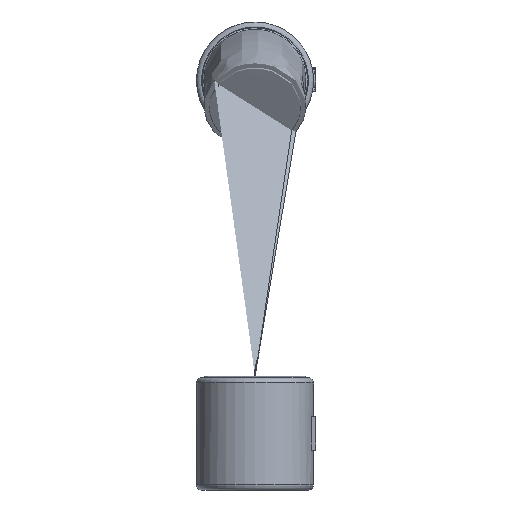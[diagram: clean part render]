
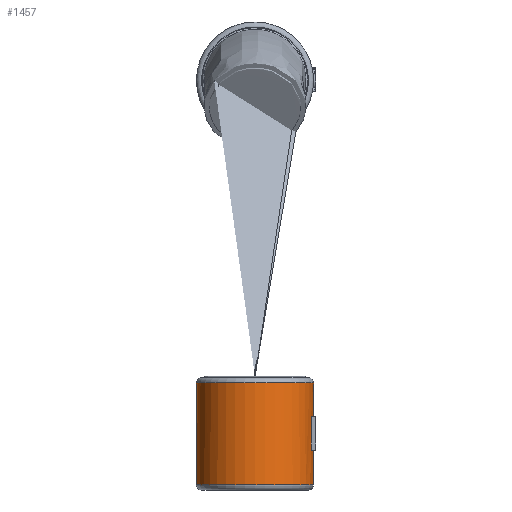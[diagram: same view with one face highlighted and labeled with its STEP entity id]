
A CAD part, front view. The second image highlights one B-rep face of the part: STEP entity #1457.
In plain terms, the highlighted cylindrical face has radius 11.5 mm (diameter 23 mm), a full revolution.
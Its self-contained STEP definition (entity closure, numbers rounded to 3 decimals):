
#1457=ADVANCED_FACE('',(#3172,#3174,#3176),#3178,.T.);
#3172=FACE_BOUND('',#3173,.T.);
#3173=EDGE_LOOP('',(#4250,#4251,#4252));
#3174=FACE_OUTER_BOUND('',#3175,.T.);
#3175=EDGE_LOOP('',(#4253));
#3176=FACE_BOUND('',#3177,.T.);
#3177=EDGE_LOOP('',(#4254,#4255,#4256,#4257));
#3178=CYLINDRICAL_SURFACE('',#3179,11.5);
#3179=AXIS2_PLACEMENT_3D('',#3180,#3181,#3182);
#3180=CARTESIAN_POINT('',(0.,-69.35,-11.));
#3181=DIRECTION('',(0.,-0.,1.));
#3182=DIRECTION('',(0.,-1.,0.));
#4250=ORIENTED_EDGE('',*,*,#5001,.F.);
#4251=ORIENTED_EDGE('',*,*,#5000,.F.);
#4252=ORIENTED_EDGE('',*,*,#4996,.F.);
#4253=ORIENTED_EDGE('',*,*,#5002,.T.);
#4254=ORIENTED_EDGE('',*,*,#5003,.F.);
#4255=ORIENTED_EDGE('',*,*,#5004,.F.);
#4256=ORIENTED_EDGE('',*,*,#5005,.F.);
#4257=ORIENTED_EDGE('',*,*,#5006,.F.);
#4996=EDGE_CURVE('',#5761,#5763,#5764,.T.);
#5000=EDGE_CURVE('',#5763,#5769,#5770,.T.);
#5001=EDGE_CURVE('',#5769,#5761,#5771,.T.);
#5002=EDGE_CURVE('',#5772,#5772,#5773,.T.);
#5003=EDGE_CURVE('',#5774,#5775,#5776,.F.);
#5004=EDGE_CURVE('',#5777,#5774,#5778,.T.);
#5005=EDGE_CURVE('',#5779,#5777,#5780,.T.);
#5006=EDGE_CURVE('',#5775,#5779,#5781,.F.);
#5761=VERTEX_POINT('',#9489);
#5763=VERTEX_POINT('',#9494);
#5764=B_SPLINE_CURVE_WITH_KNOTS('',3,
(#9495,#9496,#9497,#9498,#9499,#9500),
.UNSPECIFIED.,.F.,.F.,
(4,1,1,4),
(0.,0.333,0.667,1.),
.UNSPECIFIED.);
#5769=VERTEX_POINT('',#9514);
#5770=CIRCLE('',#9515,11.5);
#5771=CIRCLE('',#9519,11.5);
#5772=VERTEX_POINT('',#9523);
#5773=CIRCLE('',#9524,11.5);
#5774=VERTEX_POINT('',#9528);
#5775=VERTEX_POINT('',#9529);
#5776=(BOUNDED_CURVE()B_SPLINE_CURVE(3,
(#9530,#9531,#9532,#9533),
.UNSPECIFIED.,.F.,.F.)B_SPLINE_CURVE_WITH_KNOTS((4,4),
(0.,1.),
.UNSPECIFIED.)CURVE()GEOMETRIC_REPRESENTATION_ITEM()RATIONAL_B_SPLINE_CURVE((1.,
1.,1.,1.))REPRESENTATION_ITEM(''));
#5777=VERTEX_POINT('',#9534);
#5778=CIRCLE('',#9535,11.5);
#5779=VERTEX_POINT('',#9539);
#5780=(BOUNDED_CURVE()B_SPLINE_CURVE(3,
(#9540,#9541,#9542,#9543),
.UNSPECIFIED.,.F.,.F.)B_SPLINE_CURVE_WITH_KNOTS((4,4),
(0.,1.),
.UNSPECIFIED.)CURVE()GEOMETRIC_REPRESENTATION_ITEM()RATIONAL_B_SPLINE_CURVE((1.,
1.,1.,1.))REPRESENTATION_ITEM(''));
#5781=CIRCLE('',#9544,11.5);
#9489=CARTESIAN_POINT('',(7.888,-60.981,10.));
#9494=CARTESIAN_POINT('',(-7.888,-60.981,10.));
#9495=CARTESIAN_POINT('',(7.888,-60.981,10.));
#9496=CARTESIAN_POINT('',(6.454,-59.63,10.));
#9497=CARTESIAN_POINT('',(2.999,-57.739,10.003));
#9498=CARTESIAN_POINT('',(-3.003,-57.74,10.003));
#9499=CARTESIAN_POINT('',(-6.456,-59.632,10.));
#9500=CARTESIAN_POINT('',(-7.888,-60.981,10.));
#9514=CARTESIAN_POINT('',(0.,-80.85,10.));
#9515=AXIS2_PLACEMENT_3D('',#9516,#9517,#9518);
#9516=CARTESIAN_POINT('',(0.,-69.35,10.));
#9517=DIRECTION('',(0.,0.,1.));
#9518=DIRECTION('',(-0.686,0.728,0.));
#9519=AXIS2_PLACEMENT_3D('',#9520,#9521,#9522);
#9520=CARTESIAN_POINT('',(0.,-69.35,10.));
#9521=DIRECTION('',(0.,0.,1.));
#9522=DIRECTION('',(0.,-1.,0.));
#9523=CARTESIAN_POINT('',(0.,-80.85,-10.));
#9524=AXIS2_PLACEMENT_3D('',#9525,#9526,#9527);
#9525=CARTESIAN_POINT('',(0.,-69.35,-10.));
#9526=DIRECTION('',(0.,0.,1.));
#9527=DIRECTION('',(0.,-1.,0.));
#9528=CARTESIAN_POINT('',(11.063,-66.209,-3.173));
#9529=CARTESIAN_POINT('',(11.063,-66.209,3.423));
#9530=CARTESIAN_POINT('',(11.063,-66.209,3.423));
#9531=CARTESIAN_POINT('',(11.063,-66.209,1.224));
#9532=CARTESIAN_POINT('',(11.063,-66.209,-0.974));
#9533=CARTESIAN_POINT('',(11.063,-66.209,-3.173));
#9534=CARTESIAN_POINT('',(11.063,-72.491,-3.173));
#9535=AXIS2_PLACEMENT_3D('',#9536,#9537,#9538);
#9536=CARTESIAN_POINT('',(0.,-69.35,-3.173));
#9537=DIRECTION('',(0.,0.,1.));
#9538=DIRECTION('',(0.962,-0.273,0.));
#9539=CARTESIAN_POINT('',(11.063,-72.491,3.423));
#9540=CARTESIAN_POINT('',(11.063,-72.491,3.423));
#9541=CARTESIAN_POINT('',(11.063,-72.491,1.224));
#9542=CARTESIAN_POINT('',(11.063,-72.491,-0.974));
#9543=CARTESIAN_POINT('',(11.063,-72.491,-3.173));
#9544=AXIS2_PLACEMENT_3D('',#9545,#9546,#9547);
#9545=CARTESIAN_POINT('',(0.,-69.35,3.423));
#9546=DIRECTION('',(0.,0.,1.));
#9547=DIRECTION('',(0.962,-0.273,0.));
